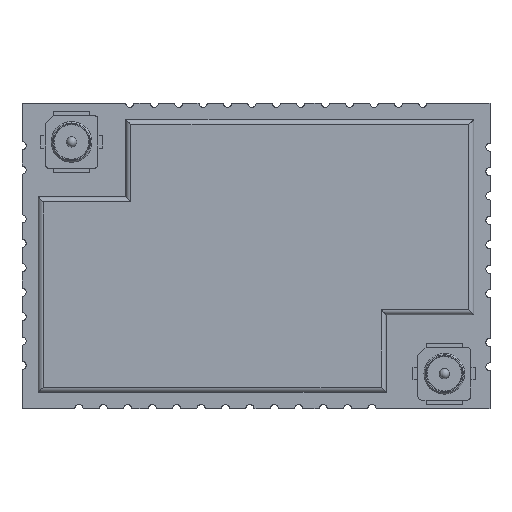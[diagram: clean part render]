
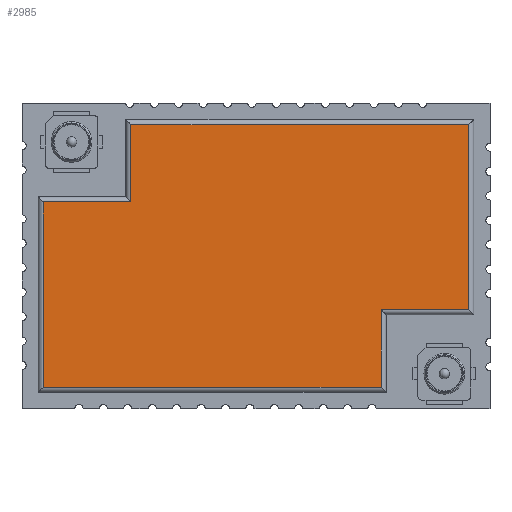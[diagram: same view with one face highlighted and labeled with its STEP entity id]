
A CAD part, top view. The second image highlights one B-rep face of the part: STEP entity #2985.
In plain terms, the highlighted planar face has unit normal (0, 0, 1).
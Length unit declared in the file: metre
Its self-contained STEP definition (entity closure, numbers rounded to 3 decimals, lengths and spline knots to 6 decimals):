
#335=LINE('',#5390,#640);
#336=LINE('',#5393,#641);
#337=LINE('',#5395,#642);
#338=LINE('',#5397,#643);
#339=LINE('',#5399,#644);
#340=LINE('',#5401,#645);
#341=LINE('',#5403,#646);
#342=LINE('',#5405,#647);
#640=VECTOR('',#4522,1.);
#641=VECTOR('',#4523,1.);
#642=VECTOR('',#4524,1.);
#643=VECTOR('',#4525,1.);
#644=VECTOR('',#4526,1.);
#645=VECTOR('',#4527,1.);
#646=VECTOR('',#4528,1.);
#647=VECTOR('',#4529,1.);
#732=PLANE('',#3693);
#1669=ORIENTED_EDGE('',*,*,#2115,.T.);
#1670=ORIENTED_EDGE('',*,*,#2116,.T.);
#1671=ORIENTED_EDGE('',*,*,#2117,.T.);
#1672=ORIENTED_EDGE('',*,*,#2118,.T.);
#1673=ORIENTED_EDGE('',*,*,#2119,.T.);
#1674=ORIENTED_EDGE('',*,*,#2120,.T.);
#1675=ORIENTED_EDGE('',*,*,#2121,.T.);
#1676=ORIENTED_EDGE('',*,*,#2122,.T.);
#2115=EDGE_CURVE('',#2403,#2404,#335,.F.);
#2116=EDGE_CURVE('',#2404,#2405,#336,.F.);
#2117=EDGE_CURVE('',#2405,#2406,#337,.F.);
#2118=EDGE_CURVE('',#2406,#2407,#338,.F.);
#2119=EDGE_CURVE('',#2407,#2408,#339,.F.);
#2120=EDGE_CURVE('',#2408,#2409,#340,.F.);
#2121=EDGE_CURVE('',#2409,#2410,#341,.F.);
#2122=EDGE_CURVE('',#2410,#2403,#342,.F.);
#2403=VERTEX_POINT('',#5391);
#2404=VERTEX_POINT('',#5392);
#2405=VERTEX_POINT('',#5394);
#2406=VERTEX_POINT('',#5396);
#2407=VERTEX_POINT('',#5398);
#2408=VERTEX_POINT('',#5400);
#2409=VERTEX_POINT('',#5402);
#2410=VERTEX_POINT('',#5404);
#2671=EDGE_LOOP('',(#1669,#1670,#1671,#1672,#1673,#1674,#1675,#1676));
#2831=FACE_BOUND('',#2671,.T.);
#2985=ADVANCED_FACE('',(#2831),#732,.T.);
#3693=AXIS2_PLACEMENT_3D('',#5389,#4520,#4521);
#4520=DIRECTION('',(0.,0.,1.));
#4521=DIRECTION('',(1.,0.,0.));
#4522=DIRECTION('',(0.,1.,0.));
#4523=DIRECTION('',(-1.,0.,0.));
#4524=DIRECTION('',(0.,-1.,0.));
#4525=DIRECTION('',(-1.,0.,0.));
#4526=DIRECTION('',(0.,-1.,0.));
#4527=DIRECTION('',(1.,0.,0.));
#4528=DIRECTION('',(0.,1.,0.));
#4529=DIRECTION('',(1.,0.,0.));
#5389=CARTESIAN_POINT('',(0.,0.,0.003));
#5390=CARTESIAN_POINT('',(-0.01045,0.,0.003));
#5391=CARTESIAN_POINT('',(-0.01045,0.00265,0.003));
#5392=CARTESIAN_POINT('',(-0.01045,-0.00645,0.003));
#5393=CARTESIAN_POINT('',(0.,-0.00645,0.003));
#5394=CARTESIAN_POINT('',(0.00615,-0.00645,0.003));
#5395=CARTESIAN_POINT('',(0.00615,0.,0.003));
#5396=CARTESIAN_POINT('',(0.00615,-0.00265,0.003));
#5397=CARTESIAN_POINT('',(0.,-0.00265,0.003));
#5398=CARTESIAN_POINT('',(0.01045,-0.00265,0.003));
#5399=CARTESIAN_POINT('',(0.01045,0.,0.003));
#5400=CARTESIAN_POINT('',(0.01045,0.00645,0.003));
#5401=CARTESIAN_POINT('',(0.,0.00645,0.003));
#5402=CARTESIAN_POINT('',(-0.00615,0.00645,0.003));
#5403=CARTESIAN_POINT('',(-0.00615,0.,0.003));
#5404=CARTESIAN_POINT('',(-0.00615,0.00265,0.003));
#5405=CARTESIAN_POINT('',(0.,0.00265,0.003));
